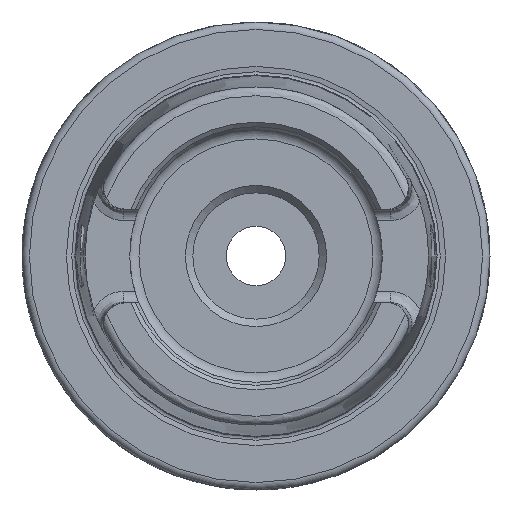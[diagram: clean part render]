
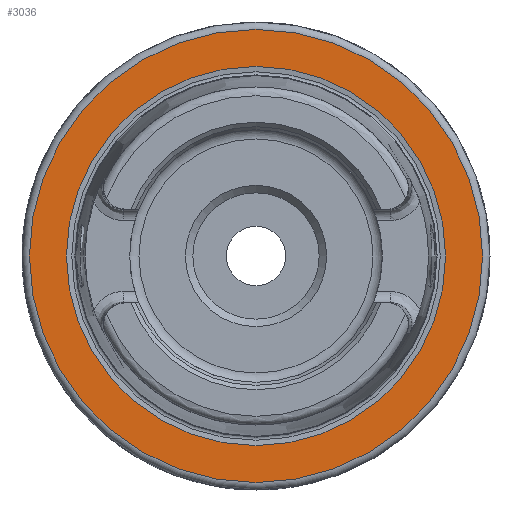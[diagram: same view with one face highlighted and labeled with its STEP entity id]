
A CAD part, left-side view. The second image highlights one B-rep face of the part: STEP entity #3036.
In plain terms, the highlighted planar face has unit normal (-1, 0, 0).
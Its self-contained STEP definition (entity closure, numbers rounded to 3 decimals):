
#74=FACE_BOUND('',#528,.T.);
#132=PLANE('',#3403);
#352=FACE_OUTER_BOUND('',#527,.T.);
#527=EDGE_LOOP('',(#2840,#2841));
#528=EDGE_LOOP('',(#2842,#2843));
#836=CIRCLE('',#3401,25.521);
#837=CIRCLE('',#3402,25.521);
#838=CIRCLE('',#3404,30.5);
#839=CIRCLE('',#3405,30.5);
#1428=VERTEX_POINT('',#6954);
#1429=VERTEX_POINT('',#6956);
#1430=VERTEX_POINT('',#6960);
#1431=VERTEX_POINT('',#6961);
#1900=EDGE_CURVE('',#1429,#1428,#836,.T.);
#1901=EDGE_CURVE('',#1428,#1429,#837,.T.);
#1902=EDGE_CURVE('',#1430,#1431,#838,.T.);
#1903=EDGE_CURVE('',#1431,#1430,#839,.T.);
#2840=ORIENTED_EDGE('',*,*,#1902,.F.);
#2841=ORIENTED_EDGE('',*,*,#1903,.F.);
#2842=ORIENTED_EDGE('',*,*,#1900,.T.);
#2843=ORIENTED_EDGE('',*,*,#1901,.T.);
#3036=ADVANCED_FACE('',(#352,#74),#132,.T.);
#3401=AXIS2_PLACEMENT_3D('',#6957,#4229,#4230);
#3402=AXIS2_PLACEMENT_3D('',#6958,#4231,#4232);
#3403=AXIS2_PLACEMENT_3D('',#6959,#4233,#4234);
#3404=AXIS2_PLACEMENT_3D('',#6962,#4235,#4236);
#3405=AXIS2_PLACEMENT_3D('',#6963,#4237,#4238);
#4229=DIRECTION('center_axis',(1.,0.,0.));
#4230=DIRECTION('ref_axis',(0.,0.,-1.));
#4231=DIRECTION('center_axis',(1.,0.,0.));
#4232=DIRECTION('ref_axis',(0.,0.,-1.));
#4233=DIRECTION('center_axis',(-1.,0.,0.));
#4234=DIRECTION('ref_axis',(0.,0.,1.));
#4235=DIRECTION('center_axis',(1.,0.,0.));
#4236=DIRECTION('ref_axis',(0.,0.,-1.));
#4237=DIRECTION('center_axis',(1.,0.,0.));
#4238=DIRECTION('ref_axis',(0.,0.,-1.));
#6954=CARTESIAN_POINT('',(0.,-25.521,0.));
#6956=CARTESIAN_POINT('',(0.,25.521,0.));
#6957=CARTESIAN_POINT('Origin',(0.,0.,
0.));
#6958=CARTESIAN_POINT('Origin',(0.,0.,
0.));
#6959=CARTESIAN_POINT('Origin',(0.,30.5,0.));
#6960=CARTESIAN_POINT('',(0.,30.5,0.));
#6961=CARTESIAN_POINT('',(0.,0.,30.5));
#6962=CARTESIAN_POINT('Origin',(0.,0.,
0.));
#6963=CARTESIAN_POINT('Origin',(0.,0.,
0.));
